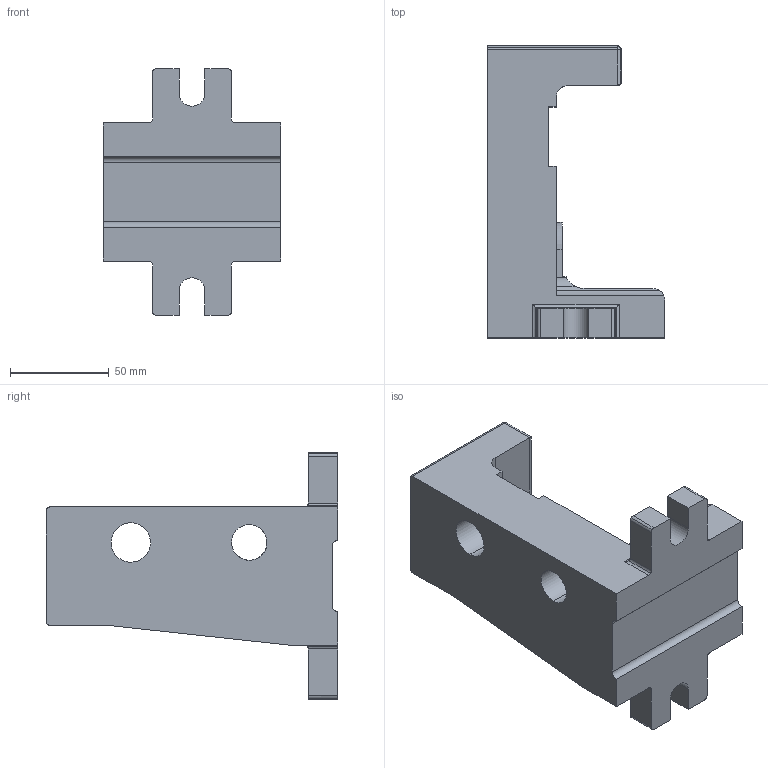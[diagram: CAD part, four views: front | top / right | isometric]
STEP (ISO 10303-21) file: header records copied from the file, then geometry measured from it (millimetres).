
FILE_DESCRIPTION(('CATIA V5 STEP Exchange'),'2;1');
FILE_NAME('Placa de baza.stp','2023-03-25T12:00:55+00:00',('none'),('none'),'CATIA Version 5 Release 21 GA (IN-10)','CATIA V5 STEP AP203','none');
FILE_SCHEMA(('CONFIG_CONTROL_DESIGN'));
Length unit declared in the file: millimetre
Products named in the file (1): Placa de baza
Bounding box: 90 x 148 x 125 mm (x, y, z)
Volume: 457309 mm3; surface area: 59577.4 mm2
Topology: 1 solids, 1 shells, 187 faces, 538 edges, 352 vertices
Faces by surface type: cylinder 144, plane 36, sphere 4, bspline 2, cone 1
Entity records: 8203 total; most frequent: CARTESIAN_POINT 3760, ORIENTED_EDGE 1076, DIRECTION 657, EDGE_CURVE 538, VERTEX_POINT 352, B_SPLINE_CURVE_WITH_KNOTS 241, AXIS2_PLACEMENT_3D 240, VECTOR 238
